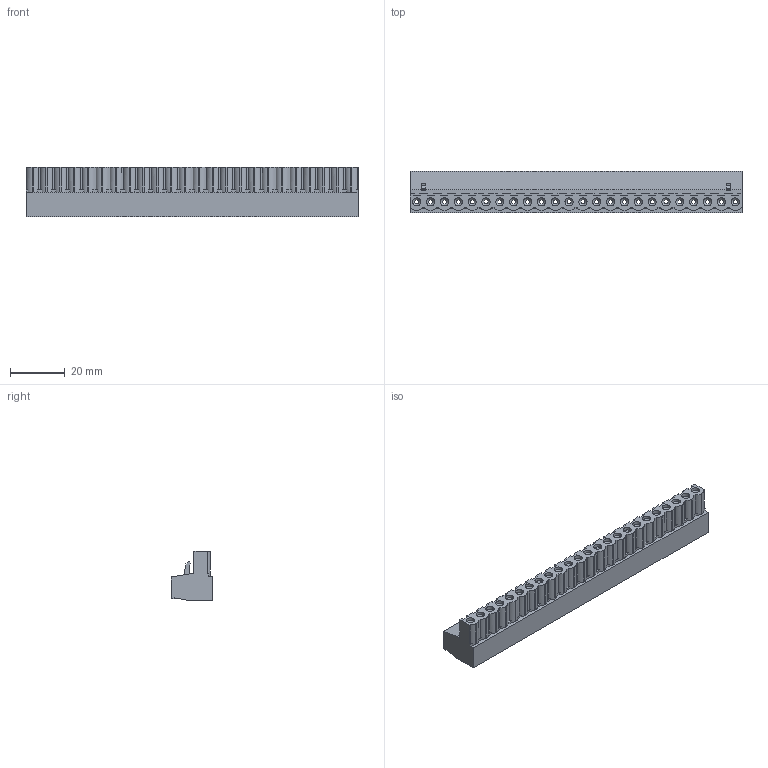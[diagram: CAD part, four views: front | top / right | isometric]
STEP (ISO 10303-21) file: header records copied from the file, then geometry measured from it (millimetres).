
FILE_DESCRIPTION (( 'STEP AP203' ), '1' );
FILE_NAME ('SOKETLI BASKILI DEVRE KLEMENSI - 5,08 MM DISI - 24LI.STEP', '2018-09-13T14:00:34', ( 'user' ), ( '' ), 'SwSTEP 2.0', 'SolidWorks 2016', '' );
FILE_SCHEMA (( 'CONFIG_CONTROL_DESIGN' ));
Length unit declared in the file: millimetre
Products named in the file (1): SOKETLI BASKILI DEVRE KLEMENSI  - 5,08 MM DISI - 24LI
Bounding box: 121.81 x 15.33 x 18.15 mm (x, y, z)
Volume: 19646.4 mm3; surface area: 13182.3 mm2
Topology: 1 solids, 1 shells, 827 faces, 2157 edges, 1406 vertices
Faces by surface type: plane 583, cylinder 196, cone 48
Entity records: 25392 total; most frequent: CARTESIAN_POINT 4391, DIRECTION 4349, ORIENTED_EDGE 4314, EDGE_CURVE 2157, LINE 1621, VECTOR 1621, VERTEX_POINT 1406, AXIS2_PLACEMENT_3D 1364
